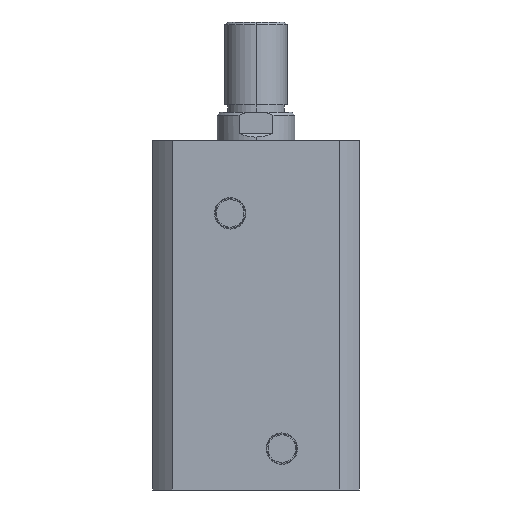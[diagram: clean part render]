
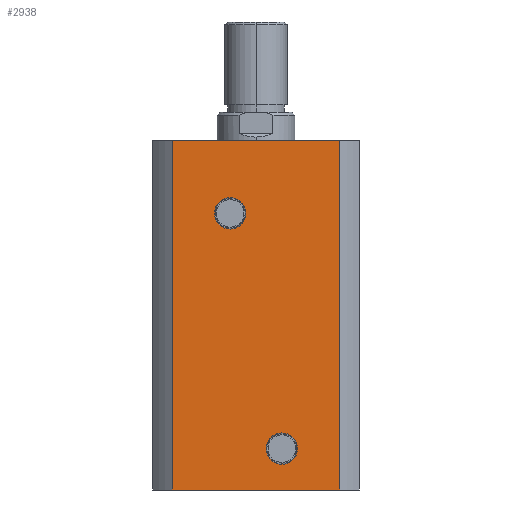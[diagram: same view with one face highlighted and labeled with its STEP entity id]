
A CAD part, left-side view. The second image highlights one B-rep face of the part: STEP entity #2938.
In plain terms, the highlighted planar face has unit normal (-1, 0, 0).
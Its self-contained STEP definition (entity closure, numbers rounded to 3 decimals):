
#53 = EDGE_LOOP ( 'NONE', ( #3074, #3075 ) ) ;
#56 = EDGE_LOOP ( 'NONE', ( #3076, #3077 ) ) ;
#57 = EDGE_LOOP ( 'NONE', ( #3078, #3079, #3080, #3081 ) ) ;
#326 = DIRECTION ( 'NONE',  ( 1., 0., 0. ) ) ;
#331 = CARTESIAN_POINT ( 'NONE',  ( -40., 0., 135. ) ) ;
#333 = PLANE ( 'NONE',  #3734 ) ;
#335 = DIRECTION ( 'NONE',  ( 0., 1., 0. ) ) ;
#406 = CARTESIAN_POINT ( 'NONE',  ( -40., -10., 9.94 ) ) ;
#407 = CARTESIAN_POINT ( 'NONE',  ( -40., -10., 22.06 ) ) ;
#414 = CARTESIAN_POINT ( 'NONE',  ( -40., 10., 100.94 ) ) ;
#416 = CARTESIAN_POINT ( 'NONE',  ( -40., 10., 113.06 ) ) ;
#515 = CARTESIAN_POINT ( 'NONE',  ( -40., 32.438, 0. ) ) ;
#518 = CARTESIAN_POINT ( 'NONE',  ( -40., -32.438, 0. ) ) ;
#520 = CARTESIAN_POINT ( 'NONE',  ( -40., -32.438, 135. ) ) ;
#523 = CARTESIAN_POINT ( 'NONE',  ( -40., 32.438, 135. ) ) ;
#1408 = LINE ( 'NONE', #2613, #1410 ) ;
#1409 = LINE ( 'NONE', #2628, #1419 ) ;
#1410 = VECTOR ( 'NONE', #2607, 1000. ) ;
#1411 = CIRCLE ( 'NONE', #3493, 6.06 ) ;
#1412 = CIRCLE ( 'NONE', #3612, 6.06 ) ;
#1413 = LINE ( 'NONE', #2622, #1415 ) ;
#1414 = LINE ( 'NONE', #2632, #1417 ) ;
#1415 = VECTOR ( 'NONE', #2623, 1000. ) ;
#1417 = VECTOR ( 'NONE', #2634, 1000. ) ;
#1419 = VECTOR ( 'NONE', #2635, 1000. ) ;
#1722 = FACE_OUTER_BOUND ( 'NONE', #57, .T. ) ;
#1731 = FACE_BOUND ( 'NONE', #53, .T. ) ;
#1734 = FACE_BOUND ( 'NONE', #56, .T. ) ;
#1929 = EDGE_CURVE ( 'NONE', #3189, #3190, #3776, .T. ) ;
#1937 = EDGE_CURVE ( 'NONE', #3197, #3199, #3763, .T. ) ;
#2062 = EDGE_CURVE ( 'NONE', #3307, #3299, #1408, .T. ) ;
#2064 = EDGE_CURVE ( 'NONE', #3190, #3189, #1411, .T. ) ;
#2065 = EDGE_CURVE ( 'NONE', #3199, #3197, #1412, .T. ) ;
#2066 = EDGE_CURVE ( 'NONE', #3299, #3302, #1413, .T. ) ;
#2067 = EDGE_CURVE ( 'NONE', #3304, #3302, #1414, .T. ) ;
#2068 = EDGE_CURVE ( 'NONE', #3307, #3304, #1409, .T. ) ;
#2196 = AXIS2_PLACEMENT_3D ( 'NONE', #2309, #2310, #2311 ) ;
#2200 = AXIS2_PLACEMENT_3D ( 'NONE', #2329, #2330, #2331 ) ;
#2309 = CARTESIAN_POINT ( 'NONE',  ( -40., -10., 16. ) ) ;
#2310 = DIRECTION ( 'NONE',  ( -1., 0., 0. ) ) ;
#2311 = DIRECTION ( 'NONE',  ( 0., 0., 1. ) ) ;
#2329 = CARTESIAN_POINT ( 'NONE',  ( -40., 10., 107. ) ) ;
#2330 = DIRECTION ( 'NONE',  ( -1., 0., 0. ) ) ;
#2331 = DIRECTION ( 'NONE',  ( 0., 0., 1. ) ) ;
#2607 = DIRECTION ( 'NONE',  ( 0., 0., -1. ) ) ;
#2613 = CARTESIAN_POINT ( 'NONE',  ( -40., 32.438, 135. ) ) ;
#2622 = CARTESIAN_POINT ( 'NONE',  ( -40., 0., 0. ) ) ;
#2623 = DIRECTION ( 'NONE',  ( 0., -1., 0. ) ) ;
#2624 = CARTESIAN_POINT ( 'NONE',  ( -40., -10., 16. ) ) ;
#2625 = DIRECTION ( 'NONE',  ( -1., 0., 0. ) ) ;
#2626 = DIRECTION ( 'NONE',  ( 0., 0., 1. ) ) ;
#2628 = CARTESIAN_POINT ( 'NONE',  ( -40., 0., 135. ) ) ;
#2629 = CARTESIAN_POINT ( 'NONE',  ( -40., 10., 107. ) ) ;
#2630 = DIRECTION ( 'NONE',  ( -1., 0., 0. ) ) ;
#2631 = DIRECTION ( 'NONE',  ( 0., 0., 1. ) ) ;
#2632 = CARTESIAN_POINT ( 'NONE',  ( -40., -32.438, 135. ) ) ;
#2634 = DIRECTION ( 'NONE',  ( 0., 0., -1. ) ) ;
#2635 = DIRECTION ( 'NONE',  ( 0., -1., 0. ) ) ;
#2938 = ADVANCED_FACE ( 'NONE', ( #1731, #1734, #1722 ), #333, .F. ) ;
#3074 = ORIENTED_EDGE ( 'NONE', *, *, #2064, .F. ) ;
#3075 = ORIENTED_EDGE ( 'NONE', *, *, #1929, .F. ) ;
#3076 = ORIENTED_EDGE ( 'NONE', *, *, #2065, .F. ) ;
#3077 = ORIENTED_EDGE ( 'NONE', *, *, #1937, .F. ) ;
#3078 = ORIENTED_EDGE ( 'NONE', *, *, #2066, .T. ) ;
#3079 = ORIENTED_EDGE ( 'NONE', *, *, #2067, .F. ) ;
#3080 = ORIENTED_EDGE ( 'NONE', *, *, #2068, .F. ) ;
#3081 = ORIENTED_EDGE ( 'NONE', *, *, #2062, .T. ) ;
#3189 = VERTEX_POINT ( 'NONE', #406 ) ;
#3190 = VERTEX_POINT ( 'NONE', #407 ) ;
#3197 = VERTEX_POINT ( 'NONE', #414 ) ;
#3199 = VERTEX_POINT ( 'NONE', #416 ) ;
#3299 = VERTEX_POINT ( 'NONE', #515 ) ;
#3302 = VERTEX_POINT ( 'NONE', #518 ) ;
#3304 = VERTEX_POINT ( 'NONE', #520 ) ;
#3307 = VERTEX_POINT ( 'NONE', #523 ) ;
#3493 = AXIS2_PLACEMENT_3D ( 'NONE', #2624, #2625, #2626 ) ;
#3612 = AXIS2_PLACEMENT_3D ( 'NONE', #2629, #2630, #2631 ) ;
#3734 = AXIS2_PLACEMENT_3D ( 'NONE', #331, #326, #335 ) ;
#3763 = CIRCLE ( 'NONE', #2200, 6.06 ) ;
#3776 = CIRCLE ( 'NONE', #2196, 6.06 ) ;
